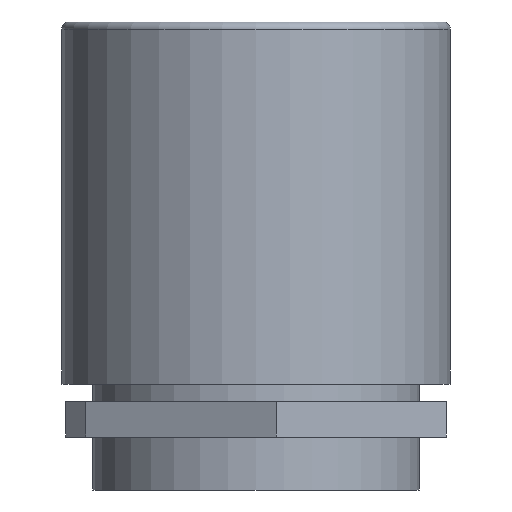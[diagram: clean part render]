
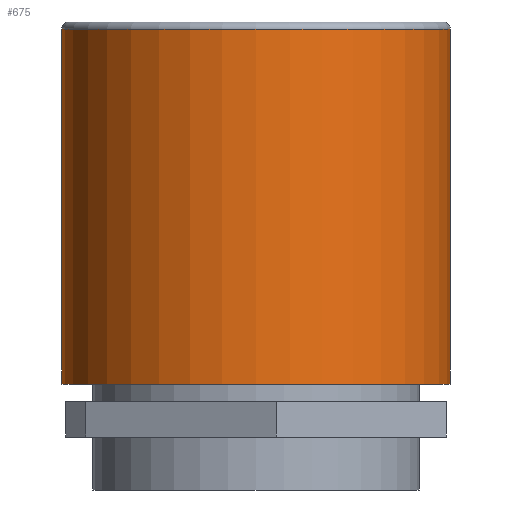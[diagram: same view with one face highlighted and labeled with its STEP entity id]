
A CAD part, front view. The second image highlights one B-rep face of the part: STEP entity #675.
In plain terms, the highlighted cylindrical face has radius 22 mm (diameter 44 mm), a partial arc.
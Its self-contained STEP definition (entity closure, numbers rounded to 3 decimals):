
#21 = DIRECTION ( 'NONE',  ( 1., 0., 0. ) ) ;
#69 = EDGE_LOOP ( 'NONE', ( #532, #109, #873, #294 ) ) ;
#109 = ORIENTED_EDGE ( 'NONE', *, *, #1148, .T. ) ;
#111 = VECTOR ( 'NONE', #962, 1000. ) ;
#113 = DIRECTION ( 'NONE',  ( 0., 0., -1. ) ) ;
#127 = EDGE_CURVE ( 'NONE', #708, #913, #566, .T. ) ;
#154 = VERTEX_POINT ( 'NONE', #468 ) ;
#172 = CYLINDRICAL_SURFACE ( 'NONE', #393, 22. ) ;
#241 = CARTESIAN_POINT ( 'NONE',  ( 0., 0., 40.2 ) ) ;
#253 = DIRECTION ( 'NONE',  ( 1., 0., 0. ) ) ;
#294 = ORIENTED_EDGE ( 'NONE', *, *, #718, .T. ) ;
#321 = CIRCLE ( 'NONE', #461, 22. ) ;
#325 = CARTESIAN_POINT ( 'NONE',  ( 22., 0., 41. ) ) ;
#346 = CARTESIAN_POINT ( 'NONE',  ( 0., 0., 41. ) ) ;
#393 = AXIS2_PLACEMENT_3D ( 'NONE', #346, #692, #1059 ) ;
#461 = AXIS2_PLACEMENT_3D ( 'NONE', #465, #563, #21 ) ;
#465 = CARTESIAN_POINT ( 'NONE',  ( 0., 0., 0. ) ) ;
#468 = CARTESIAN_POINT ( 'NONE',  ( 22., 0., 40.2 ) ) ;
#485 = CIRCLE ( 'NONE', #976, 22. ) ;
#532 = ORIENTED_EDGE ( 'NONE', *, *, #1075, .F. ) ;
#563 = DIRECTION ( 'NONE',  ( 0., 0., 1. ) ) ;
#566 = LINE ( 'NONE', #728, #908 ) ;
#647 = CARTESIAN_POINT ( 'NONE',  ( -22., 0., 40.2 ) ) ;
#675 = ADVANCED_FACE ( 'NONE', ( #778 ), #172, .T. ) ;
#680 = DIRECTION ( 'NONE',  ( 0., 0., -1. ) ) ;
#692 = DIRECTION ( 'NONE',  ( 0., 0., -1. ) ) ;
#708 = VERTEX_POINT ( 'NONE', #647 ) ;
#718 = EDGE_CURVE ( 'NONE', #913, #980, #321, .T. ) ;
#728 = CARTESIAN_POINT ( 'NONE',  ( -22., 0., 41. ) ) ;
#778 = FACE_OUTER_BOUND ( 'NONE', #69, .T. ) ;
#780 = LINE ( 'NONE', #325, #111 ) ;
#873 = ORIENTED_EDGE ( 'NONE', *, *, #127, .T. ) ;
#908 = VECTOR ( 'NONE', #113, 1000. ) ;
#913 = VERTEX_POINT ( 'NONE', #978 ) ;
#962 = DIRECTION ( 'NONE',  ( 0., 0., -1. ) ) ;
#976 = AXIS2_PLACEMENT_3D ( 'NONE', #241, #680, #253 ) ;
#978 = CARTESIAN_POINT ( 'NONE',  ( -22., 0., 0. ) ) ;
#980 = VERTEX_POINT ( 'NONE', #1114 ) ;
#1059 = DIRECTION ( 'NONE',  ( -1., 0., 0. ) ) ;
#1075 = EDGE_CURVE ( 'NONE', #154, #980, #780, .T. ) ;
#1114 = CARTESIAN_POINT ( 'NONE',  ( 22., 0., 0. ) ) ;
#1148 = EDGE_CURVE ( 'NONE', #154, #708, #485, .T. ) ;
